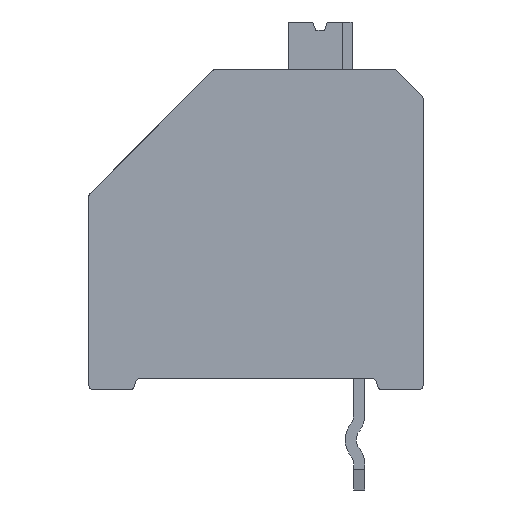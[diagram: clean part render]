
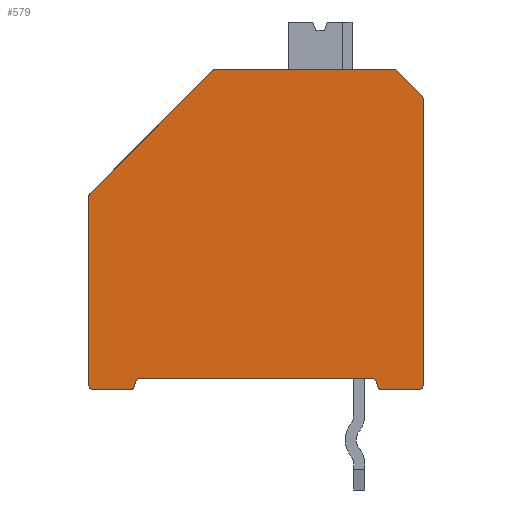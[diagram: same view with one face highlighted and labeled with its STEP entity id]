
A CAD part, front view. The second image highlights one B-rep face of the part: STEP entity #579.
In plain terms, the highlighted planar face has unit normal (0, -1, 0).
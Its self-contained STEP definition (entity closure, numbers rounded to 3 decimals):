
#579 = ADVANCED_FACE( '', ( #1446 ), #1447, .T. );
#1446 = FACE_OUTER_BOUND( '', #2650, .T. );
#1447 = PLANE( '', #2651 );
#2650 = EDGE_LOOP( '', ( #4082, #4083, #4084, #4085, #4086, #4087, #4088, #4089, #4090, #4091, #4092, #4093, #4094, #4095, #4096, #4097, #4098, #4099, #4100, #4101 ) );
#2651 = AXIS2_PLACEMENT_3D( '', #4102, #4103, #4104 );
#4082 = ORIENTED_EDGE( '', *, *, #7650, .F. );
#4083 = ORIENTED_EDGE( '', *, *, #7651, .T. );
#4084 = ORIENTED_EDGE( '', *, *, #7652, .F. );
#4085 = ORIENTED_EDGE( '', *, *, #7653, .T. );
#4086 = ORIENTED_EDGE( '', *, *, #7654, .F. );
#4087 = ORIENTED_EDGE( '', *, *, #7655, .T. );
#4088 = ORIENTED_EDGE( '', *, *, #7536, .T. );
#4089 = ORIENTED_EDGE( '', *, *, #7656, .T. );
#4090 = ORIENTED_EDGE( '', *, *, #7657, .F. );
#4091 = ORIENTED_EDGE( '', *, *, #7658, .T. );
#4092 = ORIENTED_EDGE( '', *, *, #7659, .T. );
#4093 = ORIENTED_EDGE( '', *, *, #7660, .F. );
#4094 = ORIENTED_EDGE( '', *, *, #7661, .T. );
#4095 = ORIENTED_EDGE( '', *, *, #7662, .F. );
#4096 = ORIENTED_EDGE( '', *, *, #7420, .T. );
#4097 = ORIENTED_EDGE( '', *, *, #7648, .T. );
#4098 = ORIENTED_EDGE( '', *, *, #7663, .F. );
#4099 = ORIENTED_EDGE( '', *, *, #7664, .T. );
#4100 = ORIENTED_EDGE( '', *, *, #7665, .T. );
#4101 = ORIENTED_EDGE( '', *, *, #7666, .T. );
#4102 = CARTESIAN_POINT( '', ( 0., -12.62, 0. ) );
#4103 = DIRECTION( '', ( 0., -1., 0. ) );
#4104 = DIRECTION( '', ( 0., 0., -1. ) );
#7420 = EDGE_CURVE( '', #8886, #8884, #8887, .T. );
#7536 = EDGE_CURVE( '', #9089, #9093, #9095, .T. );
#7648 = EDGE_CURVE( '', #8884, #9291, #9293, .T. );
#7650 = EDGE_CURVE( '', #9295, #9296, #9297, .T. );
#7651 = EDGE_CURVE( '', #9295, #9298, #9299, .T. );
#7652 = EDGE_CURVE( '', #9300, #9298, #9301, .T. );
#7653 = EDGE_CURVE( '', #9300, #9302, #9303, .T. );
#7654 = EDGE_CURVE( '', #9304, #9302, #9305, .T. );
#7655 = EDGE_CURVE( '', #9304, #9089, #9306, .T. );
#7656 = EDGE_CURVE( '', #9093, #9307, #9308, .T. );
#7657 = EDGE_CURVE( '', #9309, #9307, #9310, .T. );
#7658 = EDGE_CURVE( '', #9309, #9311, #9312, .T. );
#7659 = EDGE_CURVE( '', #9311, #9313, #9314, .T. );
#7660 = EDGE_CURVE( '', #9315, #9313, #9316, .T. );
#7661 = EDGE_CURVE( '', #9315, #9317, #9318, .T. );
#7662 = EDGE_CURVE( '', #8886, #9317, #9319, .T. );
#7663 = EDGE_CURVE( '', #9320, #9291, #9321, .T. );
#7664 = EDGE_CURVE( '', #9320, #9322, #9323, .T. );
#7665 = EDGE_CURVE( '', #9322, #9324, #9325, .T. );
#7666 = EDGE_CURVE( '', #9324, #9296, #9326, .T. );
#8884 = VERTEX_POINT( '', #11064 );
#8886 = VERTEX_POINT( '', #11067 );
#8887 = LINE( '', #11068, #11069 );
#9089 = VERTEX_POINT( '', #11345 );
#9093 = VERTEX_POINT( '', #11351 );
#9095 = LINE( '', #11354, #11355 );
#9291 = VERTEX_POINT( '', #11629 );
#9293 = CIRCLE( '', #11632, 0.17 );
#9295 = VERTEX_POINT( '', #11634 );
#9296 = VERTEX_POINT( '', #11635 );
#9297 = LINE( '', #11636, #11637 );
#9298 = VERTEX_POINT( '', #11638 );
#9299 = CIRCLE( '', #11639, 0.17 );
#9300 = VERTEX_POINT( '', #11640 );
#9301 = LINE( '', #11641, #11642 );
#9302 = VERTEX_POINT( '', #11643 );
#9303 = CIRCLE( '', #11644, 0.17 );
#9304 = VERTEX_POINT( '', #11645 );
#9305 = LINE( '', #11646, #11647 );
#9306 = CIRCLE( '', #11648, 0.17 );
#9307 = VERTEX_POINT( '', #11649 );
#9308 = CIRCLE( '', #11650, 0.17 );
#9309 = VERTEX_POINT( '', #11651 );
#9310 = LINE( '', #11652, #11653 );
#9311 = VERTEX_POINT( '', #11654 );
#9312 = CIRCLE( '', #11655, 0.17 );
#9313 = VERTEX_POINT( '', #11656 );
#9314 = LINE( '', #11657, #11658 );
#9315 = VERTEX_POINT( '', #11659 );
#9316 = CIRCLE( '', #11660, 0.17 );
#9317 = VERTEX_POINT( '', #11661 );
#9318 = LINE( '', #11662, #11663 );
#9319 = CIRCLE( '', #11664, 0.17 );
#9320 = VERTEX_POINT( '', #11665 );
#9321 = LINE( '', #11666, #11667 );
#9322 = VERTEX_POINT( '', #11668 );
#9323 = CIRCLE( '', #11669, 0.17 );
#9324 = VERTEX_POINT( '', #11670 );
#9325 = LINE( '', #11671, #11672 );
#9326 = CIRCLE( '', #11673, 0.17 );
#11064 = CARTESIAN_POINT( '', ( 10.366, -12.62, -0.044 ) );
#11067 = CARTESIAN_POINT( '', ( 10.327, -12.62, 0.104 ) );
#11068 = CARTESIAN_POINT( '', ( 10.774, -12.62, -1.566 ) );
#11069 = VECTOR( '', #14162, 1000. );
#11345 = CARTESIAN_POINT( '', ( 0., -12.62, 6.76 ) );
#11351 = CARTESIAN_POINT( '', ( 0., -12.62, 0. ) );
#11354 = CARTESIAN_POINT( '', ( 0., -12.62, 13.03 ) );
#11355 = VECTOR( '', #14294, 1000. );
#11629 = CARTESIAN_POINT( '', ( 10.53, -12.62, -0.17 ) );
#11632 = AXIS2_PLACEMENT_3D( '', #14404, #14405, #14406 );
#11634 = CARTESIAN_POINT( '', ( 11.05, -12.62, 11.28 ) );
#11635 = CARTESIAN_POINT( '', ( 11.95, -12.62, 10.38 ) );
#11636 = CARTESIAN_POINT( '', ( 11.5, -12.62, 10.83 ) );
#11637 = VECTOR( '', #14407, 1000. );
#11638 = CARTESIAN_POINT( '', ( 10.93, -12.62, 11.33 ) );
#11639 = AXIS2_PLACEMENT_3D( '', #14408, #14409, #14410 );
#11640 = CARTESIAN_POINT( '', ( 4.57, -12.62, 11.33 ) );
#11641 = CARTESIAN_POINT( '', ( 4.5, -12.62, 11.33 ) );
#11642 = VECTOR( '', #14411, 1000. );
#11643 = CARTESIAN_POINT( '', ( 4.45, -12.62, 11.28 ) );
#11644 = AXIS2_PLACEMENT_3D( '', #14412, #14413, #14414 );
#11645 = CARTESIAN_POINT( '', ( 0.05, -12.62, 6.88 ) );
#11646 = CARTESIAN_POINT( '', ( 1.847, -12.62, 8.677 ) );
#11647 = VECTOR( '', #14415, 1000. );
#11648 = AXIS2_PLACEMENT_3D( '', #14416, #14417, #14418 );
#11649 = CARTESIAN_POINT( '', ( 0.17, -12.62, -0.17 ) );
#11650 = AXIS2_PLACEMENT_3D( '', #14419, #14420, #14421 );
#11651 = CARTESIAN_POINT( '', ( 1.47, -12.62, -0.17 ) );
#11652 = CARTESIAN_POINT( '', ( 6., -12.62, -0.17 ) );
#11653 = VECTOR( '', #14422, 1000. );
#11654 = CARTESIAN_POINT( '', ( 1.634, -12.62, -0.044 ) );
#11655 = AXIS2_PLACEMENT_3D( '', #14423, #14424, #14425 );
#11656 = CARTESIAN_POINT( '', ( 1.673, -12.62, 0.104 ) );
#11657 = CARTESIAN_POINT( '', ( 1.707, -12.62, 0.23 ) );
#11658 = VECTOR( '', #14426, 1000. );
#11659 = CARTESIAN_POINT( '', ( 1.838, -12.62, 0.23 ) );
#11660 = AXIS2_PLACEMENT_3D( '', #14427, #14428, #14429 );
#11661 = CARTESIAN_POINT( '', ( 10.162, -12.62, 0.23 ) );
#11662 = CARTESIAN_POINT( '', ( 8.312, -12.62, 0.23 ) );
#11663 = VECTOR( '', #14430, 1000. );
#11664 = AXIS2_PLACEMENT_3D( '', #14431, #14432, #14433 );
#11665 = CARTESIAN_POINT( '', ( 11.83, -12.62, -0.17 ) );
#11666 = CARTESIAN_POINT( '', ( 6., -12.62, -0.17 ) );
#11667 = VECTOR( '', #14434, 1000. );
#11668 = CARTESIAN_POINT( '', ( 12., -12.62, 0. ) );
#11669 = AXIS2_PLACEMENT_3D( '', #14435, #14436, #14437 );
#11670 = CARTESIAN_POINT( '', ( 12., -12.62, 10.26 ) );
#11671 = CARTESIAN_POINT( '', ( 12., -12.62, -3.77 ) );
#11672 = VECTOR( '', #14438, 1000. );
#11673 = AXIS2_PLACEMENT_3D( '', #14439, #14440, #14441 );
#14162 = DIRECTION( '', ( 0.259, 0., -0.966 ) );
#14294 = DIRECTION( '', ( 0., 0., -1. ) );
#14404 = CARTESIAN_POINT( '', ( 10.53, -12.62, 0. ) );
#14405 = DIRECTION( '', ( 0., -1., 0. ) );
#14406 = DIRECTION( '', ( 0., 0., -1. ) );
#14407 = DIRECTION( '', ( 0.707, 0., -0.707 ) );
#14408 = CARTESIAN_POINT( '', ( 10.93, -12.62, 11.16 ) );
#14409 = DIRECTION( '', ( 0., -1., 0. ) );
#14410 = DIRECTION( '', ( 0., 0., -1. ) );
#14411 = DIRECTION( '', ( 1., 0., 0. ) );
#14412 = CARTESIAN_POINT( '', ( 4.57, -12.62, 11.16 ) );
#14413 = DIRECTION( '', ( 0., -1., 0. ) );
#14414 = DIRECTION( '', ( 0., 0., -1. ) );
#14415 = DIRECTION( '', ( 0.707, 0., 0.707 ) );
#14416 = CARTESIAN_POINT( '', ( 0.17, -12.62, 6.76 ) );
#14417 = DIRECTION( '', ( 0., -1., 0. ) );
#14418 = DIRECTION( '', ( 0., 0., -1. ) );
#14419 = CARTESIAN_POINT( '', ( 0.17, -12.62, 0. ) );
#14420 = DIRECTION( '', ( 0., -1., 0. ) );
#14421 = DIRECTION( '', ( 0., 0., -1. ) );
#14422 = DIRECTION( '', ( -1., 0., 0. ) );
#14423 = CARTESIAN_POINT( '', ( 1.47, -12.62, 0. ) );
#14424 = DIRECTION( '', ( 0., -1., 0. ) );
#14425 = DIRECTION( '', ( 0., 0., -1. ) );
#14426 = DIRECTION( '', ( 0.259, 0., 0.966 ) );
#14427 = CARTESIAN_POINT( '', ( 1.838, -12.62, 0.06 ) );
#14428 = DIRECTION( '', ( 0., -1., 0. ) );
#14429 = DIRECTION( '', ( 0., 0., -1. ) );
#14430 = DIRECTION( '', ( 1., 0., 0. ) );
#14431 = CARTESIAN_POINT( '', ( 10.162, -12.62, 0.06 ) );
#14432 = DIRECTION( '', ( 0., -1., 0. ) );
#14433 = DIRECTION( '', ( 0., 0., -1. ) );
#14434 = DIRECTION( '', ( -1., 0., 0. ) );
#14435 = CARTESIAN_POINT( '', ( 11.83, -12.62, 0. ) );
#14436 = DIRECTION( '', ( 0., -1., 0. ) );
#14437 = DIRECTION( '', ( 0., 0., -1. ) );
#14438 = DIRECTION( '', ( 0., 0., 1. ) );
#14439 = CARTESIAN_POINT( '', ( 11.83, -12.62, 10.26 ) );
#14440 = DIRECTION( '', ( 0., -1., 0. ) );
#14441 = DIRECTION( '', ( 0., 0., -1. ) );
